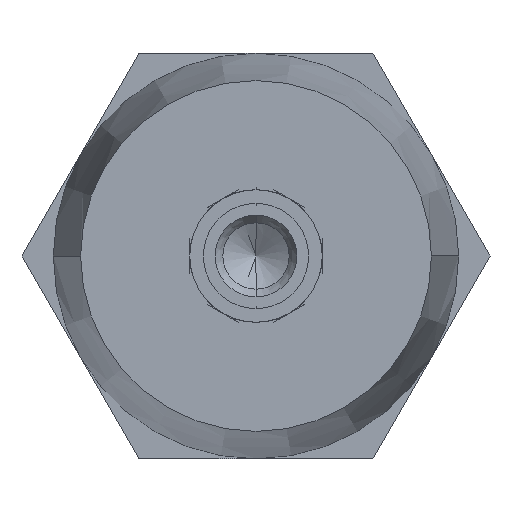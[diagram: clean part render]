
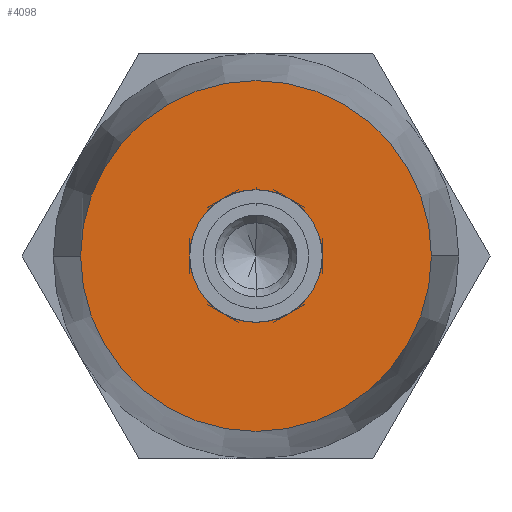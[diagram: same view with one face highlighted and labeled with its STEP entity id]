
A CAD part, front view. The second image highlights one B-rep face of the part: STEP entity #4098.
In plain terms, the highlighted planar face has unit normal (0, -1, 0).
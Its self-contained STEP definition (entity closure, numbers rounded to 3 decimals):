
#13 = DIRECTION ( 'NONE',  ( 1., 0., 0. ) ) ;
#50 = CARTESIAN_POINT ( 'NONE',  ( -12.625, -40., -17.104 ) ) ;
#198 = CARTESIAN_POINT ( 'NONE',  ( -8.5, -40., -0.412 ) ) ;
#201 = FACE_OUTER_BOUND ( 'NONE', #2760, .T. ) ;
#202 = DIRECTION ( 'NONE',  ( 0., 1., 0. ) ) ;
#209 = LINE ( 'NONE', #357, #4327 ) ;
#210 = EDGE_CURVE ( 'NONE', #3218, #1994, #2787, .T. ) ;
#216 = CARTESIAN_POINT ( 'NONE',  ( -22.5, -40., 0. ) ) ;
#221 = VERTEX_POINT ( 'NONE', #2750 ) ;
#268 = DIRECTION ( 'NONE',  ( -1., 0., 0. ) ) ;
#286 = EDGE_CURVE ( 'NONE', #3294, #4363, #3562, .T. ) ;
#297 = AXIS2_PLACEMENT_3D ( 'NONE', #3047, #631, #1408 ) ;
#317 = DIRECTION ( 'NONE',  ( 0., 1., 0. ) ) ;
#336 = FACE_BOUND ( 'NONE', #2461, .T. ) ;
#339 = CARTESIAN_POINT ( 'NONE',  ( 8.5, -40., 0.412 ) ) ;
#357 = CARTESIAN_POINT ( 'NONE',  ( -12.625, -40., 17.104 ) ) ;
#365 = ORIENTED_EDGE ( 'NONE', *, *, #2943, .T. ) ;
#444 = DIRECTION ( 'NONE',  ( 0., 1., 0. ) ) ;
#459 = AXIS2_PLACEMENT_3D ( 'NONE', #4215, #2320, #727 ) ;
#504 = ORIENTED_EDGE ( 'NONE', *, *, #1398, .T. ) ;
#595 = LINE ( 'NONE', #2041, #4946 ) ;
#631 = DIRECTION ( 'NONE',  ( 0., 1., 0. ) ) ;
#719 = EDGE_CURVE ( 'NONE', #4363, #3294, #3632, .T. ) ;
#720 = DIRECTION ( 'NONE',  ( 1., 0., 0. ) ) ;
#721 = ORIENTED_EDGE ( 'NONE', *, *, #286, .F. ) ;
#727 = DIRECTION ( 'NONE',  ( 1., 0., 0. ) ) ;
#751 = ORIENTED_EDGE ( 'NONE', *, *, #210, .T. ) ;
#757 = EDGE_CURVE ( 'NONE', #2198, #3218, #768, .T. ) ;
#768 = LINE ( 'NONE', #4405, #1012 ) ;
#826 = CARTESIAN_POINT ( 'NONE',  ( 4.607, -40., 7.155 ) ) ;
#840 = CARTESIAN_POINT ( 'NONE',  ( -22.5, -40., 0. ) ) ;
#935 = CARTESIAN_POINT ( 'NONE',  ( 0., -40., 0. ) ) ;
#937 = CARTESIAN_POINT ( 'NONE',  ( -4.607, -40., -7.155 ) ) ;
#1012 = VECTOR ( 'NONE', #4043, 1000. ) ;
#1042 = PLANE ( 'NONE',  #4604 ) ;
#1056 = DIRECTION ( 'NONE',  ( 1., 0., 0. ) ) ;
#1165 = DIRECTION ( 'NONE',  ( 1., 0., 0. ) ) ;
#1288 = ORIENTED_EDGE ( 'NONE', *, *, #719, .F. ) ;
#1290 = CARTESIAN_POINT ( 'NONE',  ( 0., -40., 0. ) ) ;
#1398 = EDGE_CURVE ( 'NONE', #3282, #4760, #1707, .T. ) ;
#1404 = DIRECTION ( 'NONE',  ( 0., -1., 0. ) ) ;
#1408 = DIRECTION ( 'NONE',  ( 1., 0., 0. ) ) ;
#1426 = ORIENTED_EDGE ( 'NONE', *, *, #3226, .T. ) ;
#1449 = ORIENTED_EDGE ( 'NONE', *, *, #1580, .T. ) ;
#1462 = LINE ( 'NONE', #4748, #4680 ) ;
#1474 = VECTOR ( 'NONE', #2112, 1000. ) ;
#1568 = ORIENTED_EDGE ( 'NONE', *, *, #757, .T. ) ;
#1580 = EDGE_CURVE ( 'NONE', #4760, #4702, #1462, .T. ) ;
#1613 = ORIENTED_EDGE ( 'NONE', *, *, #2345, .T. ) ;
#1619 = ORIENTED_EDGE ( 'NONE', *, *, #4387, .T. ) ;
#1707 = CIRCLE ( 'NONE', #297, 8.51 ) ;
#1830 = CARTESIAN_POINT ( 'NONE',  ( 22.5, -40., 0. ) ) ;
#1948 = CARTESIAN_POINT ( 'NONE',  ( 0., -40., 0. ) ) ;
#1977 = CARTESIAN_POINT ( 'NONE',  ( -3.893, -40., 7.567 ) ) ;
#1994 = VERTEX_POINT ( 'NONE', #198 ) ;
#2041 = CARTESIAN_POINT ( 'NONE',  ( 8.5, -40., 0. ) ) ;
#2054 = AXIS2_PLACEMENT_3D ( 'NONE', #3959, #2417, #13 ) ;
#2072 = EDGE_CURVE ( 'NONE', #4702, #4443, #2457, .T. ) ;
#2112 = DIRECTION ( 'NONE',  ( -0.866, 0., -0.5 ) ) ;
#2198 = VERTEX_POINT ( 'NONE', #4937 ) ;
#2201 = ORIENTED_EDGE ( 'NONE', *, *, #4980, .T. ) ;
#2221 = CARTESIAN_POINT ( 'NONE',  ( 0., -40., 0. ) ) ;
#2277 = CARTESIAN_POINT ( 'NONE',  ( 0., -40., 0. ) ) ;
#2320 = DIRECTION ( 'NONE',  ( 0., 1., 0. ) ) ;
#2345 = EDGE_CURVE ( 'NONE', #3714, #2825, #595, .T. ) ;
#2417 = DIRECTION ( 'NONE',  ( 0., 1., 0. ) ) ;
#2434 = CARTESIAN_POINT ( 'NONE',  ( 0., -40., 0. ) ) ;
#2457 = CIRCLE ( 'NONE', #459, 8.51 ) ;
#2461 = EDGE_LOOP ( 'NONE', ( #4337, #365, #1613, #2201, #1619, #2484, #1568, #751, #1426, #504, #1449, #3650, #2644 ) ) ;
#2484 = ORIENTED_EDGE ( 'NONE', *, *, #4055, .T. ) ;
#2490 = DIRECTION ( 'NONE',  ( -1., 0., 0. ) ) ;
#2561 = DIRECTION ( 'NONE',  ( 0., 0., 1. ) ) ;
#2644 = ORIENTED_EDGE ( 'NONE', *, *, #4815, .T. ) ;
#2678 = LINE ( 'NONE', #3295, #2913 ) ;
#2717 = DIRECTION ( 'NONE',  ( 0.866, 0., 0.5 ) ) ;
#2750 = CARTESIAN_POINT ( 'NONE',  ( 3.893, -40., -7.567 ) ) ;
#2760 = EDGE_LOOP ( 'NONE', ( #1288, #721 ) ) ;
#2787 = CIRCLE ( 'NONE', #4759, 8.51 ) ;
#2825 = VERTEX_POINT ( 'NONE', #3484 ) ;
#2913 = VECTOR ( 'NONE', #2561, 1000. ) ;
#2927 = AXIS2_PLACEMENT_3D ( 'NONE', #935, #3348, #4505 ) ;
#2943 = EDGE_CURVE ( 'NONE', #3970, #3714, #5014, .T. ) ;
#3026 = DIRECTION ( 'NONE',  ( 1., 0., 0. ) ) ;
#3047 = CARTESIAN_POINT ( 'NONE',  ( 0., -40., 0. ) ) ;
#3090 = AXIS2_PLACEMENT_3D ( 'NONE', #2277, #5081, #268 ) ;
#3098 = AXIS2_PLACEMENT_3D ( 'NONE', #2434, #4401, #1165 ) ;
#3167 = DIRECTION ( 'NONE',  ( 0.866, 0., -0.5 ) ) ;
#3174 = CARTESIAN_POINT ( 'NONE',  ( -4.607, -40., 7.155 ) ) ;
#3218 = VERTEX_POINT ( 'NONE', #937 ) ;
#3226 = EDGE_CURVE ( 'NONE', #1994, #3282, #2678, .T. ) ;
#3261 = LINE ( 'NONE', #50, #1474 ) ;
#3282 = VERTEX_POINT ( 'NONE', #4161 ) ;
#3294 = VERTEX_POINT ( 'NONE', #1830 ) ;
#3295 = CARTESIAN_POINT ( 'NONE',  ( -8.5, -40., 0. ) ) ;
#3348 = DIRECTION ( 'NONE',  ( 0., 1., 0. ) ) ;
#3484 = CARTESIAN_POINT ( 'NONE',  ( 8.5, -40., -0.412 ) ) ;
#3519 = CIRCLE ( 'NONE', #2927, 8.51 ) ;
#3561 = CARTESIAN_POINT ( 'NONE',  ( 3.893, -40., 7.567 ) ) ;
#3562 = CIRCLE ( 'NONE', #3090, 22.5 ) ;
#3572 = CIRCLE ( 'NONE', #3098, 8.51 ) ;
#3605 = EDGE_CURVE ( 'NONE', #4827, #3970, #209, .T. ) ;
#3632 = CIRCLE ( 'NONE', #3918, 22.5 ) ;
#3650 = ORIENTED_EDGE ( 'NONE', *, *, #2072, .T. ) ;
#3714 = VERTEX_POINT ( 'NONE', #339 ) ;
#3918 = AXIS2_PLACEMENT_3D ( 'NONE', #1290, #444, #2490 ) ;
#3959 = CARTESIAN_POINT ( 'NONE',  ( 0., -40., 0. ) ) ;
#3970 = VERTEX_POINT ( 'NONE', #826 ) ;
#4000 = CARTESIAN_POINT ( 'NONE',  ( 0., -40., 8.51 ) ) ;
#4043 = DIRECTION ( 'NONE',  ( -0.866, 0., 0.5 ) ) ;
#4055 = EDGE_CURVE ( 'NONE', #221, #2198, #4684, .T. ) ;
#4098 = ADVANCED_FACE ( 'NONE', ( #201, #336 ), #1042, .T. ) ;
#4161 = CARTESIAN_POINT ( 'NONE',  ( -8.5, -40., 0.412 ) ) ;
#4215 = CARTESIAN_POINT ( 'NONE',  ( 0., -40., 0. ) ) ;
#4327 = VECTOR ( 'NONE', #3167, 1000. ) ;
#4337 = ORIENTED_EDGE ( 'NONE', *, *, #3605, .T. ) ;
#4363 = VERTEX_POINT ( 'NONE', #840 ) ;
#4387 = EDGE_CURVE ( 'NONE', #4652, #221, #3261, .T. ) ;
#4401 = DIRECTION ( 'NONE',  ( 0., 1., 0. ) ) ;
#4405 = CARTESIAN_POINT ( 'NONE',  ( -21.125, -40., 2.382 ) ) ;
#4443 = VERTEX_POINT ( 'NONE', #4000 ) ;
#4505 = DIRECTION ( 'NONE',  ( 1., 0., 0. ) ) ;
#4604 = AXIS2_PLACEMENT_3D ( 'NONE', #216, #1404, #1056 ) ;
#4652 = VERTEX_POINT ( 'NONE', #5131 ) ;
#4680 = VECTOR ( 'NONE', #2717, 1000. ) ;
#4684 = CIRCLE ( 'NONE', #4891, 8.51 ) ;
#4702 = VERTEX_POINT ( 'NONE', #1977 ) ;
#4748 = CARTESIAN_POINT ( 'NONE',  ( -21.125, -40., -2.382 ) ) ;
#4759 = AXIS2_PLACEMENT_3D ( 'NONE', #1948, #317, #720 ) ;
#4760 = VERTEX_POINT ( 'NONE', #3174 ) ;
#4788 = DIRECTION ( 'NONE',  ( 0., 0., -1. ) ) ;
#4815 = EDGE_CURVE ( 'NONE', #4443, #4827, #3572, .T. ) ;
#4827 = VERTEX_POINT ( 'NONE', #3561 ) ;
#4891 = AXIS2_PLACEMENT_3D ( 'NONE', #2221, #202, #3026 ) ;
#4937 = CARTESIAN_POINT ( 'NONE',  ( -3.893, -40., -7.567 ) ) ;
#4946 = VECTOR ( 'NONE', #4788, 1000. ) ;
#4980 = EDGE_CURVE ( 'NONE', #2825, #4652, #3519, .T. ) ;
#5014 = CIRCLE ( 'NONE', #2054, 8.51 ) ;
#5081 = DIRECTION ( 'NONE',  ( 0., 1., 0. ) ) ;
#5131 = CARTESIAN_POINT ( 'NONE',  ( 4.607, -40., -7.155 ) ) ;
